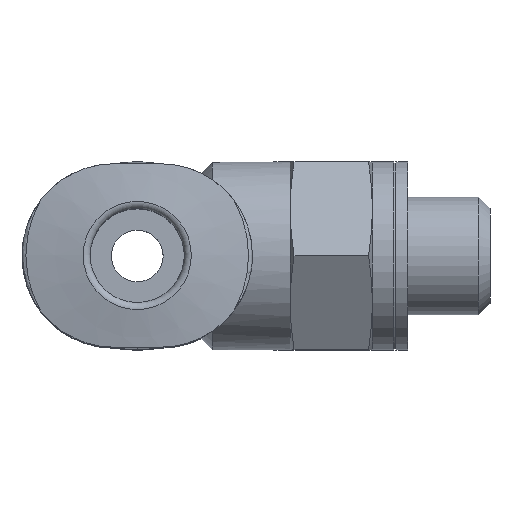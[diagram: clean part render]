
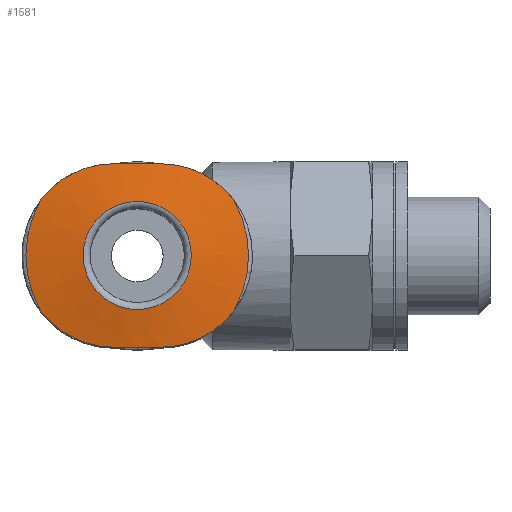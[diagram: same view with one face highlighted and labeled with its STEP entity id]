
A CAD part, top view. The second image highlights one B-rep face of the part: STEP entity #1581.
In plain terms, the highlighted conical face has half-angle 80 degrees and reference radius 2.3 mm.
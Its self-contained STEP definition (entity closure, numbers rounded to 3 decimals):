
#109=B_SPLINE_CURVE_WITH_KNOTS('',3,(#2305,#2306,#2307,#2308),
 .UNSPECIFIED.,.F.,.F.,(4,4),(0.002,0.004),
 .UNSPECIFIED.);
#110=B_SPLINE_CURVE_WITH_KNOTS('',3,(#2314,#2315,#2316,#2317),
 .UNSPECIFIED.,.F.,.F.,(4,4),(0.,0.004),
 .UNSPECIFIED.);
#113=B_SPLINE_CURVE_WITH_KNOTS('',3,(#2329,#2330,#2331,#2332),
 .UNSPECIFIED.,.F.,.F.,(4,4),(0.,0.004),
 .UNSPECIFIED.);
#114=B_SPLINE_CURVE_WITH_KNOTS('',3,(#2336,#2337,#2338,#2339),
 .UNSPECIFIED.,.F.,.F.,(4,4),(0.002,0.004),
 .UNSPECIFIED.);
#115=B_SPLINE_CURVE_WITH_KNOTS('',3,(#2343,#2344,#2345,#2346),
 .UNSPECIFIED.,.F.,.F.,(4,4),(0.,0.004),
 .UNSPECIFIED.);
#118=B_SPLINE_CURVE_WITH_KNOTS('',3,(#2358,#2359,#2360,#2361),
 .UNSPECIFIED.,.F.,.F.,(4,4),(0.,0.004),
 .UNSPECIFIED.);
#153=CONICAL_SURFACE('',#1702,2.3,1.396);
#289=ORIENTED_EDGE('',*,*,#530,.F.);
#290=ORIENTED_EDGE('',*,*,#527,.F.);
#291=ORIENTED_EDGE('',*,*,#540,.F.);
#292=ORIENTED_EDGE('',*,*,#542,.F.);
#293=ORIENTED_EDGE('',*,*,#537,.F.);
#294=ORIENTED_EDGE('',*,*,#535,.F.);
#295=ORIENTED_EDGE('',*,*,#533,.F.);
#296=ORIENTED_EDGE('',*,*,#541,.F.);
#297=ORIENTED_EDGE('',*,*,#543,.T.);
#527=EDGE_CURVE('',#660,#661,#109,.T.);
#530=EDGE_CURVE('',#661,#662,#110,.T.);
#533=EDGE_CURVE('',#664,#665,#113,.T.);
#535=EDGE_CURVE('',#665,#666,#114,.T.);
#537=EDGE_CURVE('',#666,#667,#115,.T.);
#540=EDGE_CURVE('',#669,#660,#118,.T.);
#541=EDGE_CURVE('',#662,#664,#739,.T.);
#542=EDGE_CURVE('',#667,#669,#740,.T.);
#543=EDGE_CURVE('',#670,#670,#741,.T.);
#660=VERTEX_POINT('',#2309);
#661=VERTEX_POINT('',#2310);
#662=VERTEX_POINT('',#2318);
#664=VERTEX_POINT('',#2328);
#665=VERTEX_POINT('',#2333);
#666=VERTEX_POINT('',#2340);
#667=VERTEX_POINT('',#2347);
#669=VERTEX_POINT('',#2357);
#670=VERTEX_POINT('',#2368);
#739=CIRCLE('',#1699,4.735);
#740=CIRCLE('',#1701,4.735);
#741=CIRCLE('',#1703,2.3);
#822=EDGE_LOOP('',(#289,#290,#291,#292,#293,#294,#295,#296));
#823=EDGE_LOOP('',(#297));
#936=FACE_BOUND('',#822,.T.);
#937=FACE_BOUND('',#823,.T.);
#1581=ADVANCED_FACE('',(#936,#937),#153,.T.);
#1699=AXIS2_PLACEMENT_3D('',#2363,#1925,#1926);
#1701=AXIS2_PLACEMENT_3D('',#2365,#1929,#1930);
#1702=AXIS2_PLACEMENT_3D('',#2366,#1931,#1932);
#1703=AXIS2_PLACEMENT_3D('',#2367,#1933,#1934);
#1925=DIRECTION('',(0.,0.,-1.));
#1926=DIRECTION('',(-1.,0.,0.));
#1929=DIRECTION('',(0.,0.,-1.));
#1930=DIRECTION('',(-1.,0.,0.));
#1931=DIRECTION('',(0.,0.,-1.));
#1932=DIRECTION('',(-1.,0.,0.));
#1933=DIRECTION('',(0.,0.,-1.));
#1934=DIRECTION('',(-1.,0.,0.));
#2305=CARTESIAN_POINT('',(-1.,3.9,12.796));
#2306=CARTESIAN_POINT('',(-0.334,3.9,12.825));
#2307=CARTESIAN_POINT('',(0.333,3.9,12.825));
#2308=CARTESIAN_POINT('',(1.,3.9,12.796));
#2309=CARTESIAN_POINT('',(-1.,3.9,12.796));
#2310=CARTESIAN_POINT('',(1.,3.9,12.796));
#2314=CARTESIAN_POINT('',(1.,3.9,12.796));
#2315=CARTESIAN_POINT('',(2.206,3.9,12.743));
#2316=CARTESIAN_POINT('',(3.373,3.322,12.698));
#2317=CARTESIAN_POINT('',(4.104,2.361,12.671));
#2318=CARTESIAN_POINT('',(4.104,2.361,12.671));
#2328=CARTESIAN_POINT('',(4.104,-2.361,12.671));
#2329=CARTESIAN_POINT('',(4.104,-2.361,12.671));
#2330=CARTESIAN_POINT('',(3.373,-3.321,12.698));
#2331=CARTESIAN_POINT('',(2.206,-3.9,12.743));
#2332=CARTESIAN_POINT('',(1.,-3.9,12.796));
#2333=CARTESIAN_POINT('',(1.,-3.9,12.796));
#2336=CARTESIAN_POINT('',(1.,-3.9,12.796));
#2337=CARTESIAN_POINT('',(0.334,-3.9,12.825));
#2338=CARTESIAN_POINT('',(-0.333,-3.9,12.825));
#2339=CARTESIAN_POINT('',(-1.,-3.9,12.796));
#2340=CARTESIAN_POINT('',(-1.,-3.9,12.796));
#2343=CARTESIAN_POINT('',(-1.,-3.9,12.796));
#2344=CARTESIAN_POINT('',(-2.206,-3.9,12.743));
#2345=CARTESIAN_POINT('',(-3.373,-3.322,12.698));
#2346=CARTESIAN_POINT('',(-4.104,-2.361,12.671));
#2347=CARTESIAN_POINT('',(-4.104,-2.361,12.671));
#2357=CARTESIAN_POINT('',(-4.104,2.361,12.671));
#2358=CARTESIAN_POINT('',(-4.104,2.361,12.671));
#2359=CARTESIAN_POINT('',(-3.373,3.321,12.698));
#2360=CARTESIAN_POINT('',(-2.206,3.9,12.743));
#2361=CARTESIAN_POINT('',(-1.,3.9,12.796));
#2363=CARTESIAN_POINT('',(0.,0.,12.671));
#2365=CARTESIAN_POINT('',(0.,0.,12.671));
#2366=CARTESIAN_POINT('',(0.,0.,13.1));
#2367=CARTESIAN_POINT('',(0.,0.,13.1));
#2368=CARTESIAN_POINT('',(-2.3,0.,13.1));
